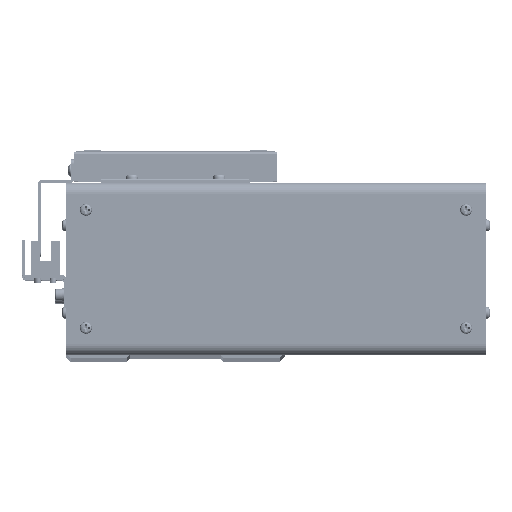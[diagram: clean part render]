
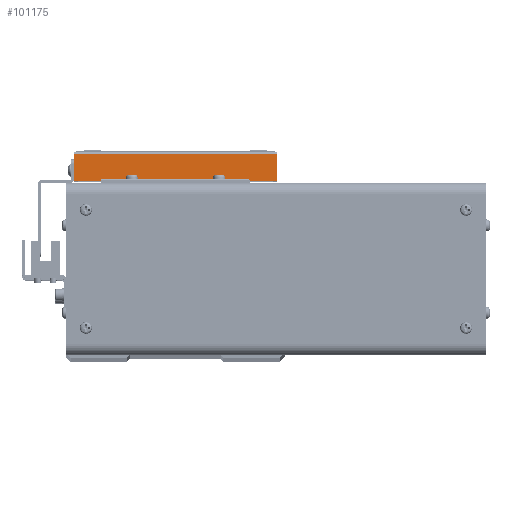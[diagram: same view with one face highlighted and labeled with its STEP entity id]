
A CAD part, top view. The second image highlights one B-rep face of the part: STEP entity #101175.
In plain terms, the highlighted face is planar.
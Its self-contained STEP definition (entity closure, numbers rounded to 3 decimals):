
#932 = PLANE ( 'NONE',  #10242 ) ;
#8286 = EDGE_CURVE ( 'NONE', #74294, #54543, #49792, .T. ) ;
#10111 = LINE ( 'NONE', #75581, #58230 ) ;
#10227 = CARTESIAN_POINT ( 'NONE',  ( 73., 6.75, 46.5 ) ) ;
#10242 = AXIS2_PLACEMENT_3D ( 'NONE', #10227, #10638, #77943 ) ;
#10638 = DIRECTION ( 'NONE',  ( -1., 0., 0. ) ) ;
#11382 = DIRECTION ( 'NONE',  ( 0., 0., -1. ) ) ;
#13907 = VERTEX_POINT ( 'NONE', #28795 ) ;
#17394 = ORIENTED_EDGE ( 'NONE', *, *, #68261, .F. ) ;
#21052 = CARTESIAN_POINT ( 'NONE',  ( 73., -6.75, 46.5 ) ) ;
#24173 = VECTOR ( 'NONE', #81498, 1000. ) ;
#24593 = DIRECTION ( 'NONE',  ( 0., 0., 1. ) ) ;
#28713 = CARTESIAN_POINT ( 'NONE',  ( 73., -6.75, -46.5 ) ) ;
#28795 = CARTESIAN_POINT ( 'NONE',  ( 73., 5.75, -46.5 ) ) ;
#30570 = VERTEX_POINT ( 'NONE', #28713 ) ;
#38051 = EDGE_LOOP ( 'NONE', ( #17394, #83801, #73334, #77950 ) ) ;
#40971 = CARTESIAN_POINT ( 'NONE',  ( 73., -6.75, 46.5 ) ) ;
#43270 = VECTOR ( 'NONE', #11382, 1000. ) ;
#44333 = CARTESIAN_POINT ( 'NONE',  ( 73., 5.75, 46.5 ) ) ;
#48106 = VECTOR ( 'NONE', #24593, 1000. ) ;
#49792 = LINE ( 'NONE', #82150, #24173 ) ;
#54543 = VERTEX_POINT ( 'NONE', #40971 ) ;
#58230 = VECTOR ( 'NONE', #85256, 1000. ) ;
#61138 = FACE_OUTER_BOUND ( 'NONE', #38051, .T. ) ;
#63838 = CARTESIAN_POINT ( 'NONE',  ( 73., 5.75, 46.5 ) ) ;
#67742 = EDGE_CURVE ( 'NONE', #54543, #30570, #120025, .T. ) ;
#68261 = EDGE_CURVE ( 'NONE', #13907, #30570, #10111, .T. ) ;
#73334 = ORIENTED_EDGE ( 'NONE', *, *, #8286, .T. ) ;
#74294 = VERTEX_POINT ( 'NONE', #63838 ) ;
#75581 = CARTESIAN_POINT ( 'NONE',  ( 73., 6.75, -46.5 ) ) ;
#77943 = DIRECTION ( 'NONE',  ( 0., 0., 1. ) ) ;
#77950 = ORIENTED_EDGE ( 'NONE', *, *, #67742, .T. ) ;
#81498 = DIRECTION ( 'NONE',  ( 0., -1., 0. ) ) ;
#82150 = CARTESIAN_POINT ( 'NONE',  ( 73., 6.75, 46.5 ) ) ;
#83801 = ORIENTED_EDGE ( 'NONE', *, *, #122215, .T. ) ;
#85256 = DIRECTION ( 'NONE',  ( 0., -1., 0. ) ) ;
#96285 = LINE ( 'NONE', #44333, #48106 ) ;
#101175 = ADVANCED_FACE ( 'NONE', ( #61138 ), #932, .F. ) ;
#120025 = LINE ( 'NONE', #21052, #43270 ) ;
#122215 = EDGE_CURVE ( 'NONE', #13907, #74294, #96285, .T. ) ;
